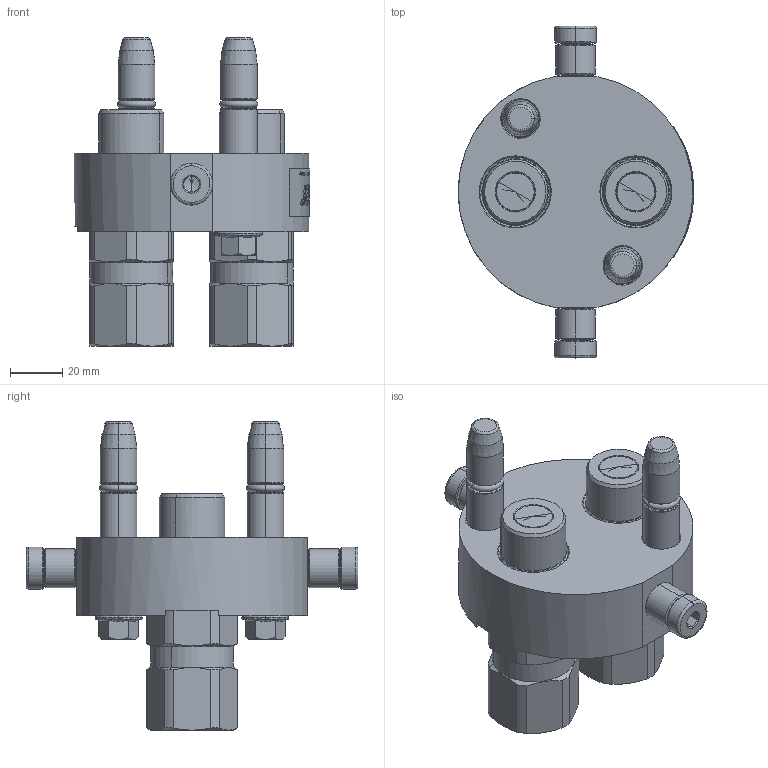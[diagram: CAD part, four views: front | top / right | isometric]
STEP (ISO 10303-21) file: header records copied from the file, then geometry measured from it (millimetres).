
FILE_DESCRIPTION (( 'STEP AP214' ), '1' );
FILE_NAME ('FASTER.step', '2023-12-13T15:23:31', ( '' ), ( '' ), 'SwSTEP 2.0', 'SolidWorks 2017', '' );
FILE_SCHEMA (( 'AUTOMOTIVE_DESIGN' ));
Length unit declared in the file: millimetre
Products named in the file (10): 4830_028_1000_011; 4820_010_0000_021; FASTER; 1540_080_0008_000; 4830_013_3000_030; 4830_021_0000_000; 2ffnp12gas_m2v; P208_M_BASE; et002_tonda; or2_62x9_19_m
Assembly tree (15 placements, depth 3):
  FASTER
    P208_M_BASE
      4820_010_0000_021
      4830_021_0000_000  x2
      or2_62x9_19_m  x2
      1540_080_0008_000  x2
      4830_013_3000_030  x2
      4830_028_1000_011  x2
    2ffnp12gas_m2v  x2
    et002_tonda
Bounding box: 89.8 x 126.6 x 117.6 mm (x, y, z)
Volume: 70438.9 mm3; surface area: 90389.6 mm2
Topology: 7 solids, 24 shells, 1829 faces, 4779 edges, 3088 vertices
Faces by surface type: plane 744, bspline 399, cylinder 334, cone 292, torus 60
Entity records: 52338 total; most frequent: CARTESIAN_POINT 20249, ORIENTED_EDGE 7096, DIRECTION 5429, EDGE_CURVE 3563, VERTEX_POINT 2325, VECTOR 1941, LINE 1941, AXIS2_PLACEMENT_3D 1744
